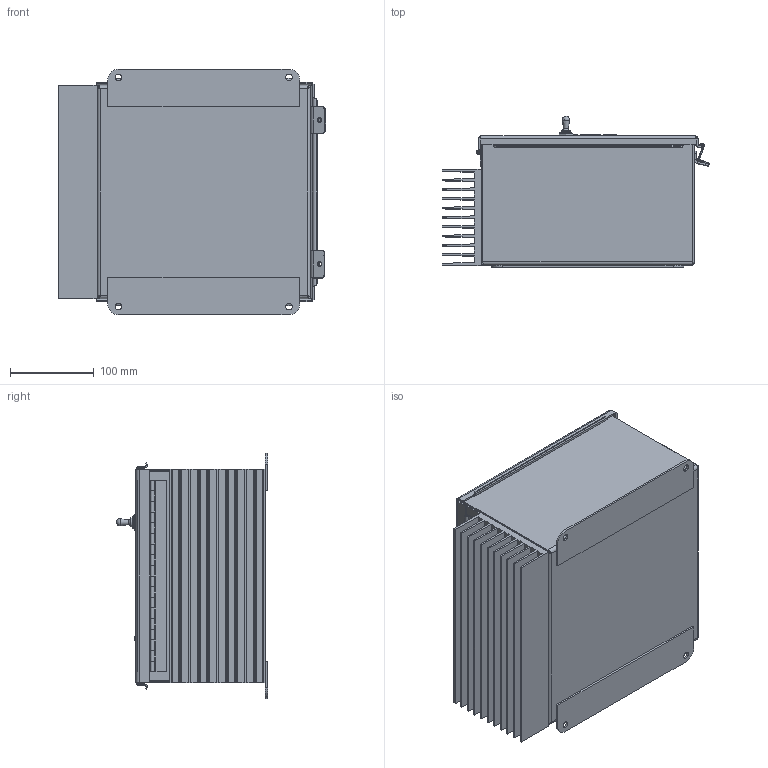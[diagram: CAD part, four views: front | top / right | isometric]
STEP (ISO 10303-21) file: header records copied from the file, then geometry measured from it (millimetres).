
FILE_DESCRIPTION((''),'2;1');
FILE_NAME('001212000771.stp','2010-08-26T13:15:38',('dixon54'),(''),'Autodesk Inventor 2008','Autodesk Inventor 2008','');
FILE_SCHEMA(('AUTOMOTIVE_DESIGN { 1 0 10303 214 1 1 1 1 }'));
Length unit declared in the file: inch
Products named in the file (22): 001212000771; VF-12-OR_box; VF-12-OR_cover; Hinge_Assy_54A08_9in; hinge_barrel_54A08_9in; VF-12-OR_COVER; Stud_10-32x.5; Wmt_Body_CHJunction_10x10x6; brkt_clamp_54102xxx_102_Deg; Body_CHJunction_10x10x6; weldnut_54106001; Mtg_Foot_54B08_9in; Panel_CHJunction_10x10; Clamp; DISPLAY SCREEN; RODIX LABEL_DIGITAL; 001040000025; 001040000025_switch base; 001040000025_switch pole; 001040000025_switch plate; DO NOT MOUNT_LABEL; HEAT SINK
Assembly tree (28 placements, depth 5):
  001212000771
    VF-12-OR_box
      VF-12-OR_cover
        Hinge_Assy_54A08_9in
          hinge_barrel_54A08_9in  x2
        VF-12-OR_COVER
        Stud_10-32x.5
      Wmt_Body_CHJunction_10x10x6
        brkt_clamp_54102xxx_102_Deg  x2
        Body_CHJunction_10x10x6
        weldnut_54106001  x4
        Mtg_Foot_54B08_9in  x2
      Panel_CHJunction_10x10
      Clamp  x2
    DISPLAY SCREEN
    RODIX LABEL_DIGITAL
    001040000025
      001040000025_switch base
      001040000025_switch pole
    001040000025_switch plate
    DO NOT MOUNT_LABEL
    HEAT SINK
Bounding box: 318.19 x 179.93 x 292.1 mm (x, y, z)
Volume: 1215531.9 mm3; surface area: 1087893.7 mm2
Topology: 36 solids, 36 shells, 2428 faces, 6370 edges, 4191 vertices
Faces by surface type: plane 1477, bspline 728, cylinder 212, cone 6, torus 4, sphere 1
Full cylindrical faces by diameter (mm): 2.311 x18, 4.763 x1, 4.826 x5, 5.41 x2, 6.35 x5, 7.62 x4, 7.925 x4, 11.113 x1, 15.875 x4
Entity records: 78802 total; most frequent: CARTESIAN_POINT 25914, ORIENTED_EDGE 12014, DIRECTION 8087, EDGE_CURVE 6007, VECTOR 4265, LINE 4265, VERTEX_POINT 3979, EDGE_LOOP 2554
